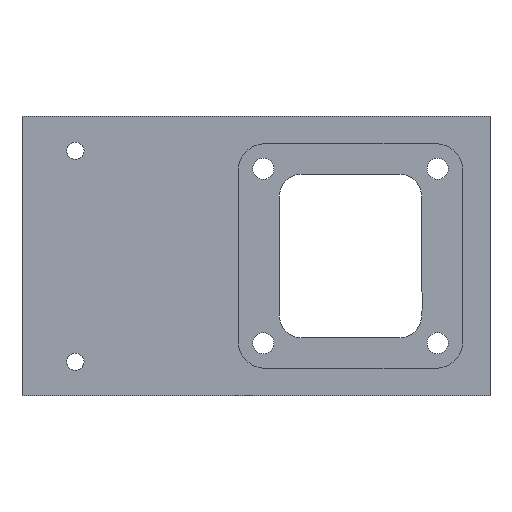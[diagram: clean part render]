
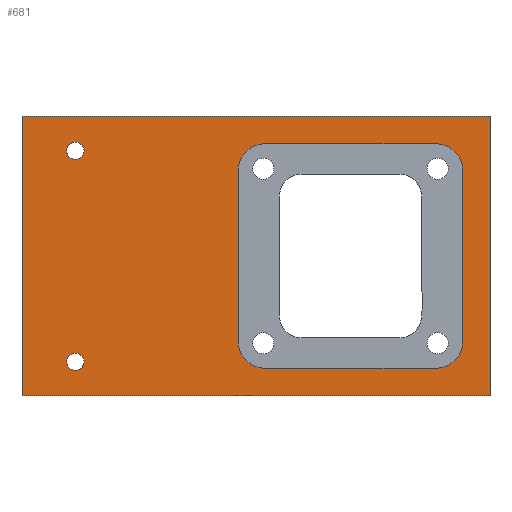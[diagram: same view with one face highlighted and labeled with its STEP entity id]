
A CAD part, top view. The second image highlights one B-rep face of the part: STEP entity #681.
In plain terms, the highlighted planar face has unit normal (0, 0, 1).
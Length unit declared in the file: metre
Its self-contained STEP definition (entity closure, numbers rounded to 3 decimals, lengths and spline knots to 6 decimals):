
#49=LINE('',#1054,#105);
#52=LINE('',#1060,#108);
#55=LINE('',#1066,#111);
#73=LINE('',#1126,#129);
#77=LINE('',#1140,#133);
#80=LINE('',#1148,#136);
#83=LINE('',#1156,#139);
#86=LINE('',#1164,#142);
#105=VECTOR('',#842,1.);
#108=VECTOR('',#847,1.);
#111=VECTOR('',#852,1.);
#129=VECTOR('',#922,1.);
#133=VECTOR('',#942,1.);
#136=VECTOR('',#951,1.);
#139=VECTOR('',#960,1.);
#142=VECTOR('',#969,1.);
#317=ORIENTED_EDGE('',*,*,#410,.T.);
#318=ORIENTED_EDGE('',*,*,#424,.T.);
#319=ORIENTED_EDGE('',*,*,#422,.T.);
#320=ORIENTED_EDGE('',*,*,#420,.F.);
#321=ORIENTED_EDGE('',*,*,#418,.T.);
#322=ORIENTED_EDGE('',*,*,#416,.T.);
#323=ORIENTED_EDGE('',*,*,#414,.T.);
#324=ORIENTED_EDGE('',*,*,#412,.T.);
#325=ORIENTED_EDGE('',*,*,#370,.T.);
#326=ORIENTED_EDGE('',*,*,#405,.T.);
#327=ORIENTED_EDGE('',*,*,#376,.F.);
#328=ORIENTED_EDGE('',*,*,#373,.F.);
#329=ORIENTED_EDGE('',*,*,#404,.T.);
#330=ORIENTED_EDGE('',*,*,#402,.T.);
#370=EDGE_CURVE('',#461,#460,#49,.T.);
#373=EDGE_CURVE('',#461,#463,#52,.T.);
#376=EDGE_CURVE('',#463,#465,#55,.T.);
#402=EDGE_CURVE('',#478,#478,#518,.T.);
#404=EDGE_CURVE('',#480,#480,#520,.T.);
#405=EDGE_CURVE('',#460,#465,#73,.T.);
#410=EDGE_CURVE('',#482,#481,#523,.T.);
#412=EDGE_CURVE('',#483,#482,#77,.T.);
#414=EDGE_CURVE('',#484,#483,#524,.T.);
#416=EDGE_CURVE('',#485,#484,#80,.T.);
#418=EDGE_CURVE('',#486,#485,#525,.T.);
#420=EDGE_CURVE('',#486,#487,#83,.T.);
#422=EDGE_CURVE('',#488,#487,#526,.T.);
#424=EDGE_CURVE('',#481,#488,#86,.T.);
#460=VERTEX_POINT('',#1053);
#461=VERTEX_POINT('',#1055);
#463=VERTEX_POINT('',#1061);
#465=VERTEX_POINT('',#1067);
#478=VERTEX_POINT('',#1119);
#480=VERTEX_POINT('',#1124);
#481=VERTEX_POINT('',#1135);
#482=VERTEX_POINT('',#1137);
#483=VERTEX_POINT('',#1141);
#484=VERTEX_POINT('',#1145);
#485=VERTEX_POINT('',#1149);
#486=VERTEX_POINT('',#1153);
#487=VERTEX_POINT('',#1157);
#488=VERTEX_POINT('',#1161);
#518=CIRCLE('',#745,0.001588);
#520=CIRCLE('',#748,0.001588);
#523=CIRCLE('',#756,0.0049);
#524=CIRCLE('',#759,0.0049);
#525=CIRCLE('',#762,0.0049);
#526=CIRCLE('',#765,0.0049);
#575=EDGE_LOOP('',(#317,#318,#319,#320,#321,#322,#323,#324));
#576=EDGE_LOOP('',(#325,#326,#327,#328));
#577=EDGE_LOOP('',(#329));
#578=EDGE_LOOP('',(#330));
#627=FACE_BOUND('',#575,.T.);
#628=FACE_BOUND('',#576,.T.);
#629=FACE_BOUND('',#577,.T.);
#630=FACE_BOUND('',#578,.T.);
#646=PLANE('',#767);
#681=ADVANCED_FACE('',(#627,#628,#629,#630),#646,.F.);
#745=AXIS2_PLACEMENT_3D('',#1118,#912,#913);
#748=AXIS2_PLACEMENT_3D('',#1123,#918,#919);
#756=AXIS2_PLACEMENT_3D('',#1136,#937,#938);
#759=AXIS2_PLACEMENT_3D('',#1144,#946,#947);
#762=AXIS2_PLACEMENT_3D('',#1152,#955,#956);
#765=AXIS2_PLACEMENT_3D('',#1160,#964,#965);
#767=AXIS2_PLACEMENT_3D('',#1165,#970,#971);
#842=DIRECTION('',(-1.,0.,0.));
#847=DIRECTION('',(0.,-1.,0.));
#852=DIRECTION('',(-1.,0.,0.));
#912=DIRECTION('',(0.,0.,-1.));
#913=DIRECTION('',(-1.,0.,0.));
#918=DIRECTION('',(0.,0.,-1.));
#919=DIRECTION('',(-1.,0.,0.));
#922=DIRECTION('',(0.,-1.,0.));
#937=DIRECTION('',(0.,0.,-1.));
#938=DIRECTION('',(-1.,0.,0.));
#942=DIRECTION('',(-1.,0.,0.));
#946=DIRECTION('',(0.,0.,-1.));
#947=DIRECTION('',(-1.,0.,0.));
#951=DIRECTION('',(0.,-1.,0.));
#955=DIRECTION('',(0.,0.,-1.));
#956=DIRECTION('',(-1.,0.,0.));
#960=DIRECTION('',(-1.,0.,0.));
#964=DIRECTION('',(0.,0.,-1.));
#965=DIRECTION('',(-1.,0.,0.));
#969=DIRECTION('',(0.,1.,0.));
#970=DIRECTION('',(0.,0.,-1.));
#971=DIRECTION('',(1.,0.,0.));
#1053=CARTESIAN_POINT('',(-0.125,0.0256,0.045225));
#1054=CARTESIAN_POINT('',(-0.082066,0.0256,0.045225));
#1055=CARTESIAN_POINT('',(-0.039133,0.0256,0.045225));
#1060=CARTESIAN_POINT('',(-0.039133,0.,0.045225));
#1061=CARTESIAN_POINT('',(-0.039133,-0.0256,0.045225));
#1066=CARTESIAN_POINT('',(-0.082066,-0.0256,0.045225));
#1067=CARTESIAN_POINT('',(-0.125,-0.0256,0.045225));
#1118=CARTESIAN_POINT('',(-0.115201,0.01931,0.045225));
#1119=CARTESIAN_POINT('',(-0.116788,0.01931,0.045225));
#1123=CARTESIAN_POINT('',(-0.115201,-0.01939,0.045225));
#1124=CARTESIAN_POINT('',(-0.116788,-0.01939,0.045225));
#1126=CARTESIAN_POINT('',(-0.125,0.,0.045225));
#1135=CARTESIAN_POINT('',(-0.085333,-0.0157,0.045225));
#1136=CARTESIAN_POINT('',(-0.080433,-0.0157,0.045225));
#1137=CARTESIAN_POINT('',(-0.080433,-0.0206,0.045225));
#1140=CARTESIAN_POINT('',(-0.064733,-0.0206,0.045225));
#1141=CARTESIAN_POINT('',(-0.049033,-0.0206,0.045225));
#1144=CARTESIAN_POINT('',(-0.049033,-0.0157,0.045225));
#1145=CARTESIAN_POINT('',(-0.044133,-0.0157,0.045225));
#1148=CARTESIAN_POINT('',(-0.044133,0.,0.045225));
#1149=CARTESIAN_POINT('',(-0.044133,0.0157,0.045225));
#1152=CARTESIAN_POINT('',(-0.049033,0.0157,0.045225));
#1153=CARTESIAN_POINT('',(-0.049033,0.0206,0.045225));
#1156=CARTESIAN_POINT('',(-0.05161,0.0206,0.045225));
#1157=CARTESIAN_POINT('',(-0.080433,0.0206,0.045225));
#1160=CARTESIAN_POINT('',(-0.080433,0.0157,0.045225));
#1161=CARTESIAN_POINT('',(-0.085333,0.0157,0.045225));
#1164=CARTESIAN_POINT('',(-0.085333,0.,0.045225));
#1165=CARTESIAN_POINT('',(-0.082066,0.,0.045225));
